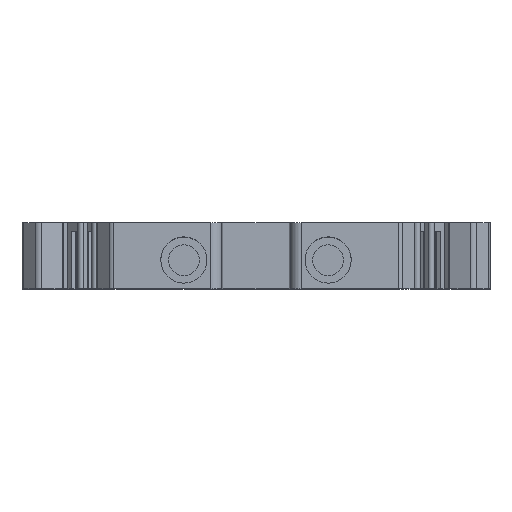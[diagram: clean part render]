
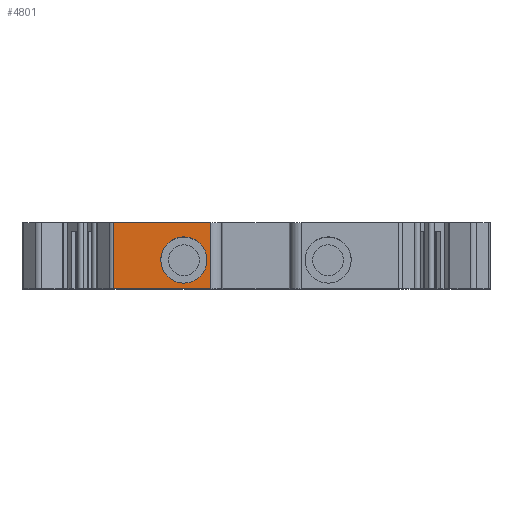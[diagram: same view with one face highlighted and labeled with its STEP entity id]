
A CAD part, top view. The second image highlights one B-rep face of the part: STEP entity #4801.
In plain terms, the highlighted planar face has unit normal (0, 0, 1).
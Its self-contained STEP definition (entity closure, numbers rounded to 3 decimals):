
#103=CIRCLE('',#5080,2.1);
#273=ORIENTED_EDGE('',*,*,#1727,.T.);
#274=ORIENTED_EDGE('',*,*,#1728,.T.);
#275=ORIENTED_EDGE('',*,*,#1729,.F.);
#276=ORIENTED_EDGE('',*,*,#1730,.T.);
#277=ORIENTED_EDGE('',*,*,#1731,.T.);
#1727=EDGE_CURVE('',#2452,#2453,#2934,.T.);
#1728=EDGE_CURVE('',#2453,#2454,#2935,.T.);
#1729=EDGE_CURVE('',#2455,#2454,#2936,.T.);
#1730=EDGE_CURVE('',#2455,#2452,#2937,.F.);
#1731=EDGE_CURVE('',#2456,#2456,#103,.T.);
#2452=VERTEX_POINT('',#6927);
#2453=VERTEX_POINT('',#6928);
#2454=VERTEX_POINT('',#6930);
#2455=VERTEX_POINT('',#6932);
#2456=VERTEX_POINT('',#6935);
#2934=LINE('',#6926,#3502);
#2935=LINE('',#6929,#3503);
#2936=LINE('',#6931,#3504);
#2937=LINE('',#6933,#3505);
#3502=VECTOR('',#5522,1000.);
#3503=VECTOR('',#5523,1000.);
#3504=VECTOR('',#5524,1000.);
#3505=VECTOR('',#5525,1000.);
#4068=EDGE_LOOP('',(#273,#274,#275,#276));
#4069=EDGE_LOOP('',(#277));
#4345=FACE_BOUND('',#4068,.T.);
#4346=FACE_BOUND('',#4069,.T.);
#4620=PLANE('',#5079);
#4801=ADVANCED_FACE('',(#4345,#4346),#4620,.T.);
#5079=AXIS2_PLACEMENT_3D('',#6925,#5520,#5521);
#5080=AXIS2_PLACEMENT_3D('',#6934,#5526,#5527);
#5520=DIRECTION('',(0.,0.,1.));
#5521=DIRECTION('',(1.,0.,0.));
#5522=DIRECTION('',(-1.,0.,0.));
#5523=DIRECTION('',(0.,-1.,0.));
#5524=DIRECTION('',(-1.,0.,0.));
#5525=DIRECTION('',(0.,-1.,0.));
#5526=DIRECTION('',(0.,0.,-1.));
#5527=DIRECTION('',(1.,0.,0.));
#6925=CARTESIAN_POINT('',(21.25,6.,22.95));
#6926=CARTESIAN_POINT('',(21.25,6.,22.95));
#6927=CARTESIAN_POINT('',(-4.111,6.,22.95));
#6928=CARTESIAN_POINT('',(-12.943,6.,22.95));
#6929=CARTESIAN_POINT('',(-12.943,0.,22.95));
#6930=CARTESIAN_POINT('',(-12.943,0.,22.95));
#6931=CARTESIAN_POINT('',(21.25,0.,22.95));
#6932=CARTESIAN_POINT('',(-4.111,0.,22.95));
#6933=CARTESIAN_POINT('',(-4.111,6.,22.95));
#6934=CARTESIAN_POINT('',(-6.55,2.6,22.95));
#6935=CARTESIAN_POINT('',(-4.45,2.6,22.95));
